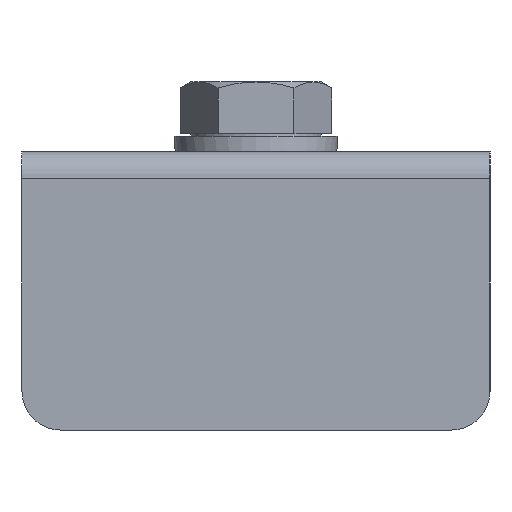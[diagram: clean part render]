
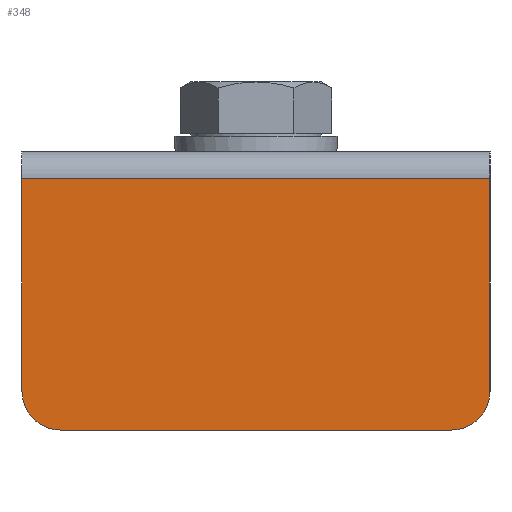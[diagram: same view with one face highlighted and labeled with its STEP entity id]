
A CAD part, left-side view. The second image highlights one B-rep face of the part: STEP entity #348.
In plain terms, the highlighted planar face has unit normal (-1, 0, 0).
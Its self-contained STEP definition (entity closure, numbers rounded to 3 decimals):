
#348 = ADVANCED_FACE( '', ( #853 ), #854, .T. );
#853 = FACE_OUTER_BOUND( '', #1534, .T. );
#854 = PLANE( '', #1535 );
#1534 = EDGE_LOOP( '', ( #2601, #2602, #2603, #2604, #2605, #2606 ) );
#1535 = AXIS2_PLACEMENT_3D( '', #2607, #2608, #2609 );
#2601 = ORIENTED_EDGE( '', *, *, #4033, .T. );
#2602 = ORIENTED_EDGE( '', *, *, #4034, .T. );
#2603 = ORIENTED_EDGE( '', *, *, #4035, .T. );
#2604 = ORIENTED_EDGE( '', *, *, #4036, .T. );
#2605 = ORIENTED_EDGE( '', *, *, #4037, .F. );
#2606 = ORIENTED_EDGE( '', *, *, #4038, .F. );
#2607 = CARTESIAN_POINT( '', ( -68.5, 30.25, 0. ) );
#2608 = DIRECTION( '', ( -1., 0., 0. ) );
#2609 = DIRECTION( '', ( 0., 0., 1. ) );
#4033 = EDGE_CURVE( '', #4900, #4901, #4902, .T. );
#4034 = EDGE_CURVE( '', #4901, #4903, #4904, .T. );
#4035 = EDGE_CURVE( '', #4903, #4905, #4906, .T. );
#4036 = EDGE_CURVE( '', #4905, #4907, #4908, .T. );
#4037 = EDGE_CURVE( '', #4909, #4907, #4910, .T. );
#4038 = EDGE_CURVE( '', #4900, #4909, #4911, .T. );
#4900 = VERTEX_POINT( '', #6136 );
#4901 = VERTEX_POINT( '', #6137 );
#4902 = LINE( '', #6138, #6139 );
#4903 = VERTEX_POINT( '', #6140 );
#4904 = CIRCLE( '', #6141, 5. );
#4905 = VERTEX_POINT( '', #6142 );
#4906 = LINE( '', #6143, #6144 );
#4907 = VERTEX_POINT( '', #6145 );
#4908 = CIRCLE( '', #6146, 5. );
#4909 = VERTEX_POINT( '', #6147 );
#4910 = LINE( '', #6148, #6149 );
#4911 = LINE( '', #6150, #6151 );
#6136 = CARTESIAN_POINT( '', ( -68.5, 30.25, -3.5 ) );
#6137 = CARTESIAN_POINT( '', ( -68.5, 30.25, -31. ) );
#6138 = CARTESIAN_POINT( '', ( -68.5, 30.25, 0. ) );
#6139 = VECTOR( '', #7112, 1000. );
#6140 = CARTESIAN_POINT( '', ( -68.5, 25.25, -36. ) );
#6141 = AXIS2_PLACEMENT_3D( '', #7113, #7114, #7115 );
#6142 = CARTESIAN_POINT( '', ( -68.5, -25.25, -36. ) );
#6143 = CARTESIAN_POINT( '', ( -68.5, 30.25, -36. ) );
#6144 = VECTOR( '', #7116, 1000. );
#6145 = CARTESIAN_POINT( '', ( -68.5, -30.25, -31. ) );
#6146 = AXIS2_PLACEMENT_3D( '', #7117, #7118, #7119 );
#6147 = CARTESIAN_POINT( '', ( -68.5, -30.25, -3.5 ) );
#6148 = CARTESIAN_POINT( '', ( -68.5, -30.25, 0. ) );
#6149 = VECTOR( '', #7120, 1000. );
#6150 = CARTESIAN_POINT( '', ( -68.5, 30.25, -3.5 ) );
#6151 = VECTOR( '', #7121, 1000. );
#7112 = DIRECTION( '', ( 0., 0., -1. ) );
#7113 = CARTESIAN_POINT( '', ( -68.5, 25.25, -31. ) );
#7114 = DIRECTION( '', ( -1., 0., 0. ) );
#7115 = DIRECTION( '', ( 0., 0., 1. ) );
#7116 = DIRECTION( '', ( 0., -1., 0. ) );
#7117 = CARTESIAN_POINT( '', ( -68.5, -25.25, -31. ) );
#7118 = DIRECTION( '', ( -1., 0., 0. ) );
#7119 = DIRECTION( '', ( 0., 0., 1. ) );
#7120 = DIRECTION( '', ( 0., 0., -1. ) );
#7121 = DIRECTION( '', ( 0., -1., 0. ) );
